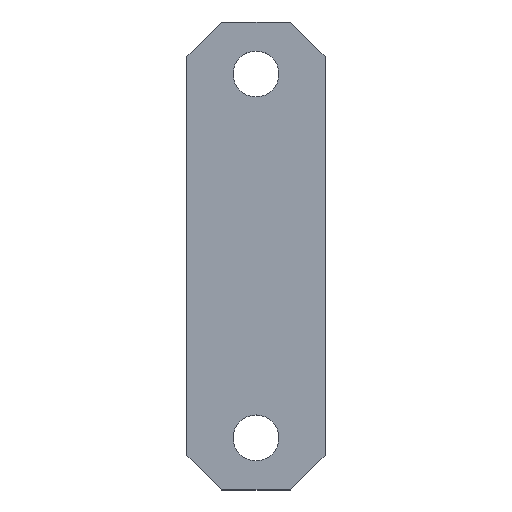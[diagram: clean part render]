
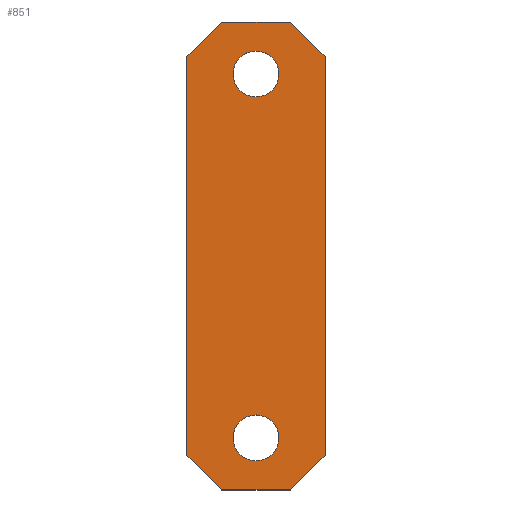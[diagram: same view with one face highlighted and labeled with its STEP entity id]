
A CAD part, top view. The second image highlights one B-rep face of the part: STEP entity #851.
In plain terms, the highlighted planar face has unit normal (0, 0, 1).
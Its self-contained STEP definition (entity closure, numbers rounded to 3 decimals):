
#26=FACE_BOUND('',#169,.T.);
#27=FACE_BOUND('',#170,.T.);
#52=CIRCLE('',#924,2.65);
#53=CIRCLE('',#926,2.65);
#84=PLANE('',#927);
#116=FACE_OUTER_BOUND('',#168,.T.);
#168=EDGE_LOOP('',(#714,#715,#716,#717,#718,#719,#720,#721));
#169=EDGE_LOOP('',(#722));
#170=EDGE_LOOP('',(#723));
#208=LINE('',#1298,#272);
#211=LINE('',#1303,#275);
#213=LINE('',#1307,#277);
#215=LINE('',#1311,#279);
#217=LINE('',#1316,#281);
#219=LINE('',#1320,#283);
#221=LINE('',#1323,#285);
#237=LINE('',#1434,#301);
#272=VECTOR('',#1001,10.);
#275=VECTOR('',#1006,10.);
#277=VECTOR('',#1010,10.);
#279=VECTOR('',#1014,10.);
#281=VECTOR('',#1018,10.);
#283=VECTOR('',#1022,10.);
#285=VECTOR('',#1026,10.);
#301=VECTOR('',#1096,10.);
#368=VERTEX_POINT('',#1295);
#369=VERTEX_POINT('',#1297);
#370=VERTEX_POINT('',#1301);
#371=VERTEX_POINT('',#1305);
#372=VERTEX_POINT('',#1309);
#373=VERTEX_POINT('',#1313);
#374=VERTEX_POINT('',#1315);
#375=VERTEX_POINT('',#1319);
#410=VERTEX_POINT('',#1457);
#411=VERTEX_POINT('',#1461);
#456=EDGE_CURVE('',#368,#369,#208,.T.);
#459=EDGE_CURVE('',#368,#370,#211,.T.);
#461=EDGE_CURVE('',#371,#370,#213,.T.);
#463=EDGE_CURVE('',#371,#372,#215,.T.);
#465=EDGE_CURVE('',#373,#374,#217,.T.);
#467=EDGE_CURVE('',#375,#374,#219,.T.);
#469=EDGE_CURVE('',#375,#372,#221,.T.);
#507=EDGE_CURVE('',#373,#369,#237,.T.);
#520=EDGE_CURVE('',#410,#410,#52,.T.);
#522=EDGE_CURVE('',#411,#411,#53,.T.);
#714=ORIENTED_EDGE('',*,*,#456,.F.);
#715=ORIENTED_EDGE('',*,*,#459,.T.);
#716=ORIENTED_EDGE('',*,*,#461,.F.);
#717=ORIENTED_EDGE('',*,*,#463,.T.);
#718=ORIENTED_EDGE('',*,*,#469,.F.);
#719=ORIENTED_EDGE('',*,*,#467,.T.);
#720=ORIENTED_EDGE('',*,*,#465,.F.);
#721=ORIENTED_EDGE('',*,*,#507,.T.);
#722=ORIENTED_EDGE('',*,*,#522,.F.);
#723=ORIENTED_EDGE('',*,*,#520,.F.);
#851=ADVANCED_FACE('',(#116,#26,#27),#84,.F.);
#924=AXIS2_PLACEMENT_3D('',#1459,#1125,#1126);
#926=AXIS2_PLACEMENT_3D('',#1463,#1130,#1131);
#927=AXIS2_PLACEMENT_3D('',#1464,#1132,#1133);
#1001=DIRECTION('',(0.707,-0.707,0.));
#1006=DIRECTION('',(-1.,0.,0.));
#1010=DIRECTION('',(0.707,0.707,0.));
#1014=DIRECTION('',(0.,-1.,0.));
#1018=DIRECTION('',(-0.707,-0.707,0.));
#1022=DIRECTION('',(1.,0.,0.));
#1026=DIRECTION('',(-0.707,0.707,0.));
#1096=DIRECTION('',(0.,1.,0.));
#1125=DIRECTION('center_axis',(0.,0.,
1.));
#1126=DIRECTION('ref_axis',(1.,0.,0.));
#1130=DIRECTION('center_axis',(0.,0.,
1.));
#1131=DIRECTION('ref_axis',(1.,0.,0.));
#1132=DIRECTION('center_axis',(0.,0.,
-1.));
#1133=DIRECTION('ref_axis',(1.,0.,0.));
#1295=CARTESIAN_POINT('',(-37.304,-4.398,-77.));
#1297=CARTESIAN_POINT('',(-33.304,-8.398,-77.));
#1298=CARTESIAN_POINT('',(-30.546,-11.156,-77.));
#1301=CARTESIAN_POINT('',(-45.239,-4.398,-77.));
#1303=CARTESIAN_POINT('',(-33.304,-4.398,-77.));
#1305=CARTESIAN_POINT('',(-49.239,-8.398,-77.));
#1307=CARTESIAN_POINT('',(-51.997,-11.156,-77.));
#1309=CARTESIAN_POINT('',(-49.239,-54.398,-77.));
#1311=CARTESIAN_POINT('',(-49.239,-4.398,-77.));
#1313=CARTESIAN_POINT('',(-33.304,-54.398,-77.));
#1315=CARTESIAN_POINT('',(-37.304,-58.398,-77.));
#1316=CARTESIAN_POINT('',(-30.546,-51.64,-77.));
#1319=CARTESIAN_POINT('',(-45.239,-58.398,-77.));
#1320=CARTESIAN_POINT('',(-49.239,-58.398,-77.));
#1323=CARTESIAN_POINT('',(-51.997,-51.64,-77.));
#1434=CARTESIAN_POINT('',(-33.304,-58.398,-77.));
#1457=CARTESIAN_POINT('',(-43.921,-10.398,-77.));
#1459=CARTESIAN_POINT('Origin',(-41.271,-10.398,-77.));
#1461=CARTESIAN_POINT('',(-43.921,-52.398,-77.));
#1463=CARTESIAN_POINT('Origin',(-41.271,-52.398,-77.));
#1464=CARTESIAN_POINT('Origin',(-41.271,-31.398,-77.));
